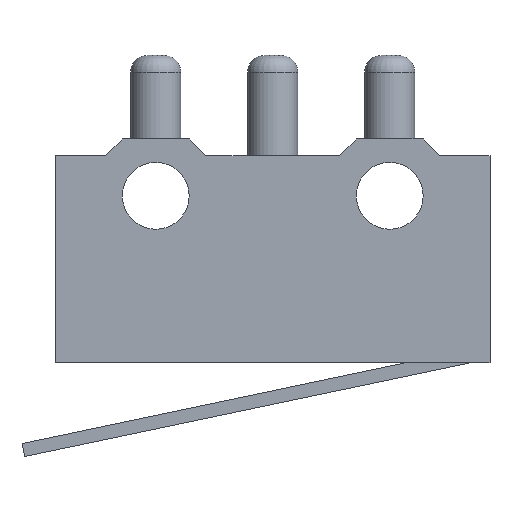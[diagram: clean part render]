
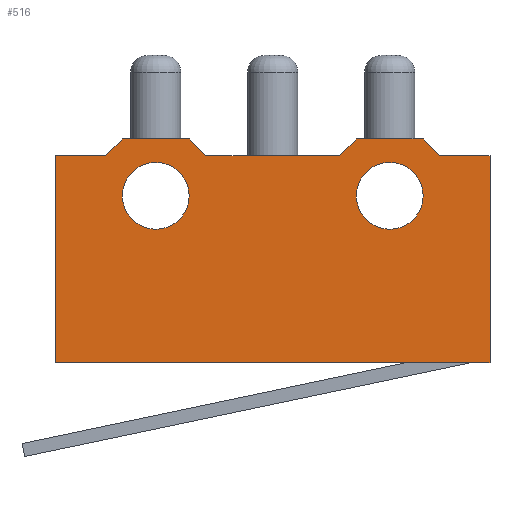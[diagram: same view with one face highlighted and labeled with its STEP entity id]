
A CAD part, front view. The second image highlights one B-rep face of the part: STEP entity #516.
In plain terms, the highlighted planar face has unit normal (0, -1, 0).
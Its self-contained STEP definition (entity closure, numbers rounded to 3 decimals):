
#5 = DIRECTION ( 'NONE',  ( 0., 0., -1. ) ) ;
#10 = AXIS2_PLACEMENT_3D ( 'NONE', #237, #222, #5 ) ;
#15 = EDGE_LOOP ( 'NONE', ( #1061, #139 ) ) ;
#18 = VERTEX_POINT ( 'NONE', #47 ) ;
#36 = AXIS2_PLACEMENT_3D ( 'NONE', #322, #315, #243 ) ;
#40 = ORIENTED_EDGE ( 'NONE', *, *, #1128, .F. ) ;
#42 = DIRECTION ( 'NONE',  ( 1., 0., 0. ) ) ;
#47 = CARTESIAN_POINT ( 'NONE',  ( 6.5, -2.95, 3.1 ) ) ;
#56 = VERTEX_POINT ( 'NONE', #452 ) ;
#75 = CARTESIAN_POINT ( 'NONE',  ( -4.5, -2.95, 3.6 ) ) ;
#76 = ORIENTED_EDGE ( 'NONE', *, *, #477, .T. ) ;
#81 = DIRECTION ( 'NONE',  ( 0.707, 0., -0.707 ) ) ;
#82 = VERTEX_POINT ( 'NONE', #649 ) ;
#83 = ORIENTED_EDGE ( 'NONE', *, *, #999, .F. ) ;
#87 = ORIENTED_EDGE ( 'NONE', *, *, #1104, .F. ) ;
#88 = VERTEX_POINT ( 'NONE', #570 ) ;
#94 = EDGE_CURVE ( 'NONE', #233, #907, #773, .T. ) ;
#96 = VERTEX_POINT ( 'NONE', #365 ) ;
#99 = DIRECTION ( 'NONE',  ( 0., 0., 1. ) ) ;
#101 = CARTESIAN_POINT ( 'NONE',  ( -6.5, -2.95, 3.1 ) ) ;
#134 = CARTESIAN_POINT ( 'NONE',  ( -2., -2.95, 3.1 ) ) ;
#135 = VERTEX_POINT ( 'NONE', #688 ) ;
#139 = ORIENTED_EDGE ( 'NONE', *, *, #552, .T. ) ;
#163 = ORIENTED_EDGE ( 'NONE', *, *, #768, .F. ) ;
#165 = AXIS2_PLACEMENT_3D ( 'NONE', #207, #1153, #382 ) ;
#189 = DIRECTION ( 'NONE',  ( 1., 0., 0. ) ) ;
#195 = AXIS2_PLACEMENT_3D ( 'NONE', #730, #335, #1154 ) ;
#196 = CARTESIAN_POINT ( 'NONE',  ( 3.5, -2.95, 2.9 ) ) ;
#203 = CARTESIAN_POINT ( 'NONE',  ( -6.5, -2.95, 3.1 ) ) ;
#207 = CARTESIAN_POINT ( 'NONE',  ( 3.5, -2.95, 1.9 ) ) ;
#216 = AXIS2_PLACEMENT_3D ( 'NONE', #536, #692, #722 ) ;
#222 = DIRECTION ( 'NONE',  ( 0., 1., 0. ) ) ;
#228 = CARTESIAN_POINT ( 'NONE',  ( -5., -2.95, 3.1 ) ) ;
#230 = DIRECTION ( 'NONE',  ( 1., 0., 0. ) ) ;
#233 = VERTEX_POINT ( 'NONE', #1161 ) ;
#237 = CARTESIAN_POINT ( 'NONE',  ( -3.5, -2.95, 1.9 ) ) ;
#243 = DIRECTION ( 'NONE',  ( 0., 0., 1. ) ) ;
#261 = VERTEX_POINT ( 'NONE', #228 ) ;
#270 = EDGE_LOOP ( 'NONE', ( #83, #1103, #355, #809, #488, #339, #40, #163, #990, #385, #451, #87 ) ) ;
#311 = CARTESIAN_POINT ( 'NONE',  ( -3.5, -2.95, 2.9 ) ) ;
#315 = DIRECTION ( 'NONE',  ( 0., 1., 0. ) ) ;
#322 = CARTESIAN_POINT ( 'NONE',  ( 3.5, -2.95, 1.9 ) ) ;
#332 = DIRECTION ( 'NONE',  ( -1., 0., 0. ) ) ;
#335 = DIRECTION ( 'NONE',  ( 0., 1., 0. ) ) ;
#339 = ORIENTED_EDGE ( 'NONE', *, *, #934, .F. ) ;
#355 = ORIENTED_EDGE ( 'NONE', *, *, #848, .F. ) ;
#365 = CARTESIAN_POINT ( 'NONE',  ( 4.5, -2.95, 3.6 ) ) ;
#367 = DIRECTION ( 'NONE',  ( 0.707, 0., -0.707 ) ) ;
#376 = VERTEX_POINT ( 'NONE', #1111 ) ;
#380 = ORIENTED_EDGE ( 'NONE', *, *, #668, .T. ) ;
#381 = CARTESIAN_POINT ( 'NONE',  ( 6.5, -2.95, 3.1 ) ) ;
#382 = DIRECTION ( 'NONE',  ( 0., 0., 1. ) ) ;
#385 = ORIENTED_EDGE ( 'NONE', *, *, #1115, .F. ) ;
#420 = EDGE_LOOP ( 'NONE', ( #380, #76 ) ) ;
#425 = PLANE ( 'NONE',  #195 ) ;
#428 = DIRECTION ( 'NONE',  ( 0.707, 0., 0.707 ) ) ;
#430 = CARTESIAN_POINT ( 'NONE',  ( -6.5, -2.95, -3.1 ) ) ;
#437 = CARTESIAN_POINT ( 'NONE',  ( -6.5, -2.95, -3.1 ) ) ;
#451 = ORIENTED_EDGE ( 'NONE', *, *, #1143, .F. ) ;
#452 = CARTESIAN_POINT ( 'NONE',  ( 2.5, -2.95, 3.6 ) ) ;
#477 = EDGE_CURVE ( 'NONE', #740, #82, #1016, .T. ) ;
#479 = DIRECTION ( 'NONE',  ( 0., 0., -1. ) ) ;
#482 = DIRECTION ( 'NONE',  ( 1., 0., 0. ) ) ;
#485 = VERTEX_POINT ( 'NONE', #521 ) ;
#488 = ORIENTED_EDGE ( 'NONE', *, *, #824, .F. ) ;
#505 = EDGE_CURVE ( 'NONE', #18, #135, #997, .T. ) ;
#516 = ADVANCED_FACE ( 'NONE', ( #1021, #980, #995 ), #425, .F. ) ;
#521 = CARTESIAN_POINT ( 'NONE',  ( -2., -2.95, 3.1 ) ) ;
#536 = CARTESIAN_POINT ( 'NONE',  ( -3.5, -2.95, 1.9 ) ) ;
#552 = EDGE_CURVE ( 'NONE', #858, #376, #777, .T. ) ;
#553 = VECTOR ( 'NONE', #230, 1000. ) ;
#558 = DIRECTION ( 'NONE',  ( 0.707, 0., 0.707 ) ) ;
#570 = CARTESIAN_POINT ( 'NONE',  ( 5., -2.95, 3.1 ) ) ;
#580 = CIRCLE ( 'NONE', #10, 1. ) ;
#595 = DIRECTION ( 'NONE',  ( 1., 0., 0. ) ) ;
#601 = CARTESIAN_POINT ( 'NONE',  ( -4.5, -2.95, 3.6 ) ) ;
#607 = LINE ( 'NONE', #437, #742 ) ;
#649 = CARTESIAN_POINT ( 'NONE',  ( -3.5, -2.95, 0.9 ) ) ;
#656 = VECTOR ( 'NONE', #42, 1000. ) ;
#657 = EDGE_CURVE ( 'NONE', #376, #858, #770, .T. ) ;
#660 = CARTESIAN_POINT ( 'NONE',  ( 2.5, -2.95, 3.6 ) ) ;
#664 = LINE ( 'NONE', #601, #1080 ) ;
#668 = EDGE_CURVE ( 'NONE', #82, #740, #580, .T. ) ;
#687 = LINE ( 'NONE', #660, #879 ) ;
#688 = CARTESIAN_POINT ( 'NONE',  ( 6.5, -2.95, -3.1 ) ) ;
#692 = DIRECTION ( 'NONE',  ( 0., 1., 0. ) ) ;
#701 = LINE ( 'NONE', #797, #865 ) ;
#722 = DIRECTION ( 'NONE',  ( 0., 0., -1. ) ) ;
#726 = VERTEX_POINT ( 'NONE', #1054 ) ;
#730 = CARTESIAN_POINT ( 'NONE',  ( 0., -2.95, 0. ) ) ;
#738 = CARTESIAN_POINT ( 'NONE',  ( 2., -2.95, 3.1 ) ) ;
#740 = VERTEX_POINT ( 'NONE', #311 ) ;
#742 = VECTOR ( 'NONE', #332, 1000. ) ;
#753 = CARTESIAN_POINT ( 'NONE',  ( 4.5, -2.95, 3.6 ) ) ;
#768 = EDGE_CURVE ( 'NONE', #907, #485, #701, .T. ) ;
#770 = CIRCLE ( 'NONE', #36, 1. ) ;
#773 = LINE ( 'NONE', #75, #553 ) ;
#777 = CIRCLE ( 'NONE', #165, 1. ) ;
#784 = LINE ( 'NONE', #1148, #913 ) ;
#797 = CARTESIAN_POINT ( 'NONE',  ( -2.5, -2.95, 3.6 ) ) ;
#809 = ORIENTED_EDGE ( 'NONE', *, *, #1024, .F. ) ;
#824 = EDGE_CURVE ( 'NONE', #56, #96, #964, .T. ) ;
#843 = VERTEX_POINT ( 'NONE', #430 ) ;
#845 = LINE ( 'NONE', #203, #656 ) ;
#848 = EDGE_CURVE ( 'NONE', #88, #18, #961, .T. ) ;
#858 = VERTEX_POINT ( 'NONE', #196 ) ;
#865 = VECTOR ( 'NONE', #367, 1000. ) ;
#879 = VECTOR ( 'NONE', #428, 1000. ) ;
#904 = VECTOR ( 'NONE', #189, 1000. ) ;
#907 = VERTEX_POINT ( 'NONE', #1181 ) ;
#913 = VECTOR ( 'NONE', #81, 1000. ) ;
#934 = EDGE_CURVE ( 'NONE', #970, #56, #687, .T. ) ;
#961 = LINE ( 'NONE', #1051, #904 ) ;
#964 = LINE ( 'NONE', #753, #969 ) ;
#969 = VECTOR ( 'NONE', #482, 1000. ) ;
#970 = VERTEX_POINT ( 'NONE', #738 ) ;
#980 = FACE_BOUND ( 'NONE', #15, .T. ) ;
#990 = ORIENTED_EDGE ( 'NONE', *, *, #94, .F. ) ;
#995 = FACE_OUTER_BOUND ( 'NONE', #270, .T. ) ;
#996 = VECTOR ( 'NONE', #479, 1000. ) ;
#997 = LINE ( 'NONE', #381, #996 ) ;
#999 = EDGE_CURVE ( 'NONE', #135, #843, #607, .T. ) ;
#1016 = CIRCLE ( 'NONE', #216, 1. ) ;
#1021 = FACE_BOUND ( 'NONE', #420, .T. ) ;
#1024 = EDGE_CURVE ( 'NONE', #96, #88, #784, .T. ) ;
#1051 = CARTESIAN_POINT ( 'NONE',  ( 5., -2.95, 3.1 ) ) ;
#1054 = CARTESIAN_POINT ( 'NONE',  ( -6.5, -2.95, 3.1 ) ) ;
#1061 = ORIENTED_EDGE ( 'NONE', *, *, #657, .T. ) ;
#1079 = VECTOR ( 'NONE', #595, 1000. ) ;
#1080 = VECTOR ( 'NONE', #558, 1000. ) ;
#1082 = VECTOR ( 'NONE', #99, 1000. ) ;
#1090 = LINE ( 'NONE', #101, #1082 ) ;
#1103 = ORIENTED_EDGE ( 'NONE', *, *, #505, .F. ) ;
#1104 = EDGE_CURVE ( 'NONE', #843, #726, #1090, .T. ) ;
#1111 = CARTESIAN_POINT ( 'NONE',  ( 3.5, -2.95, 0.9 ) ) ;
#1115 = EDGE_CURVE ( 'NONE', #261, #233, #664, .T. ) ;
#1128 = EDGE_CURVE ( 'NONE', #485, #970, #1174, .T. ) ;
#1143 = EDGE_CURVE ( 'NONE', #726, #261, #845, .T. ) ;
#1148 = CARTESIAN_POINT ( 'NONE',  ( 4.5, -2.95, 3.6 ) ) ;
#1153 = DIRECTION ( 'NONE',  ( 0., 1., 0. ) ) ;
#1154 = DIRECTION ( 'NONE',  ( 0., 0., 1. ) ) ;
#1161 = CARTESIAN_POINT ( 'NONE',  ( -4.5, -2.95, 3.6 ) ) ;
#1174 = LINE ( 'NONE', #134, #1079 ) ;
#1181 = CARTESIAN_POINT ( 'NONE',  ( -2.5, -2.95, 3.6 ) ) ;
